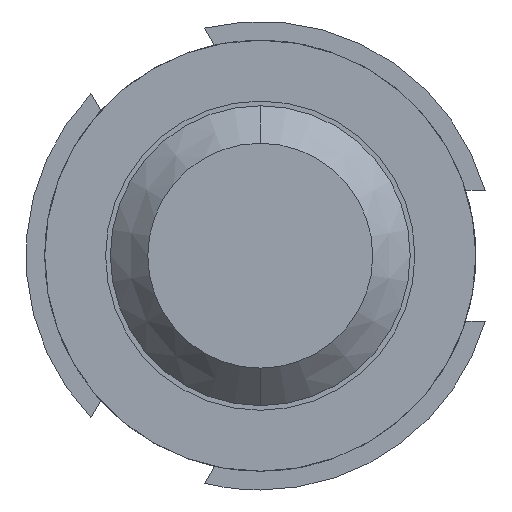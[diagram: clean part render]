
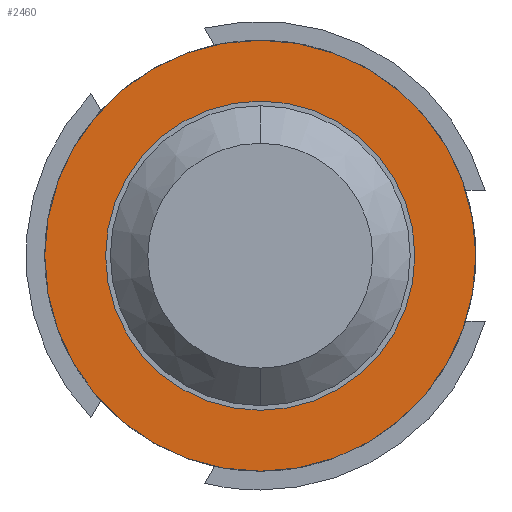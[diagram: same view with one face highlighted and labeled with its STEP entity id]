
A CAD part, front view. The second image highlights one B-rep face of the part: STEP entity #2460.
In plain terms, the highlighted planar face has unit normal (0, -1, 0).
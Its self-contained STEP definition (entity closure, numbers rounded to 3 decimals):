
#184 = CARTESIAN_POINT ( 'NONE',  ( 0.825, -1.5, 0. ) ) ;
#254 = DIRECTION ( 'NONE',  ( 0., 0., 1. ) ) ;
#387 = CARTESIAN_POINT ( 'NONE',  ( 0., -1.5, 0.825 ) ) ;
#391 = CARTESIAN_POINT ( 'NONE',  ( 0., -1.5, 0. ) ) ;
#482 = DIRECTION ( 'NONE',  ( 0., 0., 1. ) ) ;
#650 = EDGE_CURVE ( 'Defeature ausgef�hrt4_46+Defeature ausgef�hrt4_45+Defeature ausgef�hrt4_45+Defeature ausgef�hrt4_45', #1270, #3766, #2172, .T. ) ;
#750 = PLANE ( 'NONE',  #2808 ) ;
#913 = CIRCLE ( 'NONE', #2790, 1.15 ) ;
#1048 = DIRECTION ( 'NONE',  ( 0., 1., 0. ) ) ;
#1232 = ORIENTED_EDGE ( 'NONE', *, *, #3868, .F. ) ;
#1270 = VERTEX_POINT ( 'NONE', #387 ) ;
#1476 = DIRECTION ( 'NONE',  ( 0., 0., 1. ) ) ;
#1510 = CARTESIAN_POINT ( 'NONE',  ( 0., -1.5, 0. ) ) ;
#1644 = ORIENTED_EDGE ( 'NONE', *, *, #650, .T. ) ;
#1686 = VERTEX_POINT ( 'NONE', #3104 ) ;
#1776 = EDGE_CURVE ( 'Defeature ausgef�hrt4_42+Defeature ausgef�hrt4_46+Defeature ausgef�hrt4_46+Defeature ausgef�hrt4_46', #3710, #1686, #3053, .T. ) ;
#1988 = CARTESIAN_POINT ( 'NONE',  ( 0., -1.5, -0.825 ) ) ;
#2094 = FACE_OUTER_BOUND ( 'NONE', #4022, .T. ) ;
#2134 = DIRECTION ( 'NONE',  ( 0., 0., 1. ) ) ;
#2172 = CIRCLE ( 'NONE', #3521, 0.825 ) ;
#2308 = DIRECTION ( 'NONE',  ( 0., 1., 0. ) ) ;
#2370 = DIRECTION ( 'NONE',  ( 0., 1., 0. ) ) ;
#2428 = EDGE_CURVE ( 'Defeature ausgef�hrt4_46+Defeature ausgef�hrt4_45+Defeature ausgef�hrt4_45+Defeature ausgef�hrt4_45', #3766, #1270, #2820, .T. ) ;
#2445 = AXIS2_PLACEMENT_3D ( 'NONE', #391, #1048, #2134 ) ;
#2460 = ADVANCED_FACE ( 'Defeature ausgef�hrt4_46', ( #2094, #2652 ), #750, .F. ) ;
#2652 = FACE_BOUND ( 'NONE', #2841, .T. ) ;
#2697 = ORIENTED_EDGE ( 'NONE', *, *, #2428, .T. ) ;
#2764 = CARTESIAN_POINT ( 'NONE',  ( 0., -1.5, 0. ) ) ;
#2790 = AXIS2_PLACEMENT_3D ( 'NONE', #2764, #4231, #4217 ) ;
#2808 = AXIS2_PLACEMENT_3D ( 'NONE', #184, #2308, #482 ) ;
#2820 = CIRCLE ( 'NONE', #4120, 0.825 ) ;
#2841 = EDGE_LOOP ( 'NONE', ( #1644, #2697 ) ) ;
#2986 = CARTESIAN_POINT ( 'NONE',  ( 0., -1.5, 1.15 ) ) ;
#3053 = CIRCLE ( 'NONE', #2445, 1.15 ) ;
#3104 = CARTESIAN_POINT ( 'NONE',  ( 0., -1.5, -1.15 ) ) ;
#3521 = AXIS2_PLACEMENT_3D ( 'NONE', #4523, #2370, #254 ) ;
#3710 = VERTEX_POINT ( 'NONE', #2986 ) ;
#3766 = VERTEX_POINT ( 'NONE', #1988 ) ;
#3868 = EDGE_CURVE ( 'Defeature ausgef�hrt4_42+Defeature ausgef�hrt4_46+Defeature ausgef�hrt4_46+Defeature ausgef�hrt4_46', #1686, #3710, #913, .T. ) ;
#4022 = EDGE_LOOP ( 'NONE', ( #4277, #1232 ) ) ;
#4029 = DIRECTION ( 'NONE',  ( 0., 1., 0. ) ) ;
#4120 = AXIS2_PLACEMENT_3D ( 'NONE', #1510, #4029, #1476 ) ;
#4217 = DIRECTION ( 'NONE',  ( 0., 0., 1. ) ) ;
#4231 = DIRECTION ( 'NONE',  ( 0., 1., 0. ) ) ;
#4277 = ORIENTED_EDGE ( 'NONE', *, *, #1776, .F. ) ;
#4523 = CARTESIAN_POINT ( 'NONE',  ( 0., -1.5, 0. ) ) ;
